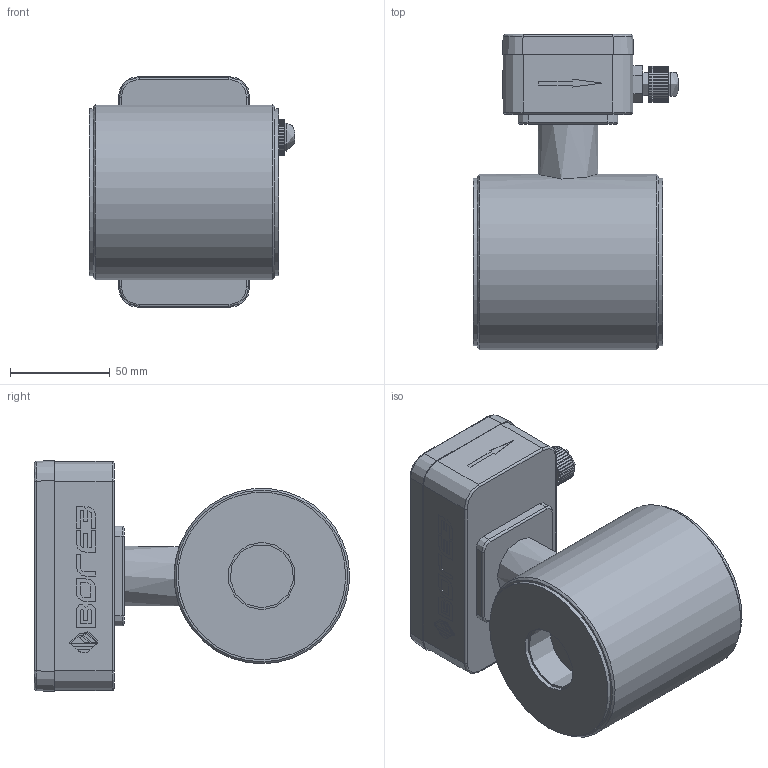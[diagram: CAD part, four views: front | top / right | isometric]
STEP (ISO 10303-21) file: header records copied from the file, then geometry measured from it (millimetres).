
FILE_DESCRIPTION(/* description */ (''),/* implementation_level */ '2;1');
FILE_NAME(/* name */ 'DN32.stp',/* time_stamp */ '2015-07-29T08:55:23+03:00',/* author */ ('ZavodPSI'),/* organization */ (''),/* preprocessor_version */ 'ST-DEVELOPER v15.6',/* originating_system */ 'Autodesk Inventor 2015',/* authorisation */ '');
FILE_SCHEMA (('AUTOMOTIVE_DESIGN { 1 0 10303 214 3 1 1 }'));
Length unit declared in the file: millimetre
Products named in the file (1): DN32
Bounding box: 103 x 157.96 x 115.7 mm (x, y, z)
Volume: 878384.9 mm3; surface area: 109340.4 mm2
Topology: 19 solids, 19 shells, 361 faces, 925 edges, 608 vertices
Faces by surface type: plane 245, cylinder 86, bspline 20, torus 8, cone 2
Full cylindrical faces by diameter (mm): 6 x2, 12 x1, 14 x1, 30 x1, 32 x2, 34 x2, 84 x2, 88 x1
Entity records: 11661 total; most frequent: CARTESIAN_POINT 2489, ORIENTED_EDGE 1822, DIRECTION 1742, EDGE_CURVE 911, LINE 692, VECTOR 692, VERTEX_POINT 608, AXIS2_PLACEMENT_3D 525
